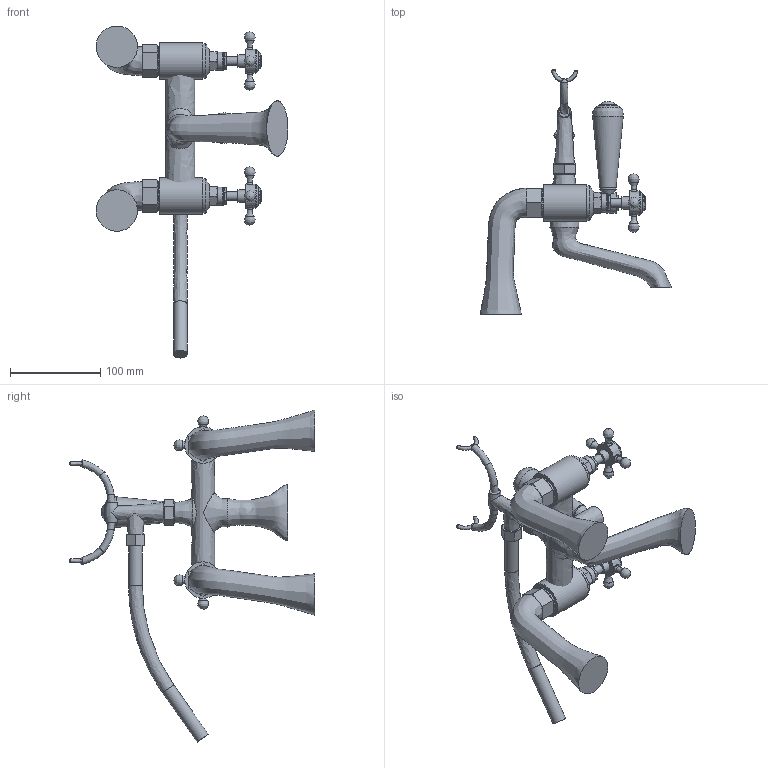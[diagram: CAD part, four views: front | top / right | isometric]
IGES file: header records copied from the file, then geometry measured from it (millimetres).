
Global section: file name: STA14 updated; native system: AutoCAD 2016 - English; preprocessor: Autodesk Translation Framework DWG producer (atf_dwg_producer); organization: unknown; date: 20161018.091606; units: millimetre
Bounding box: 213.06 x 272.3 x 368.85 mm (x, y, z)
Volume: 809502.2 mm3; surface area: 146699.4 mm2
Topology: 41 solids, 41 shells, 820 faces, 2245 edges, 1503 vertices
Faces by surface type: bspline 820
